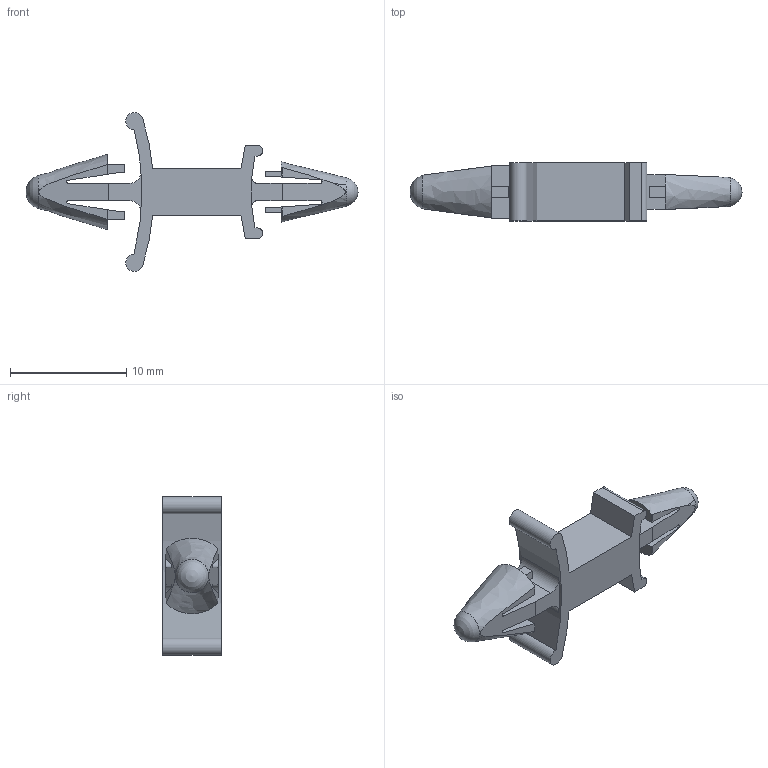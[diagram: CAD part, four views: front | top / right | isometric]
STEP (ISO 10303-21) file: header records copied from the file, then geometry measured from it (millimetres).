
FILE_DESCRIPTION((''),'2;1');
FILE_NAME('','2005-12-14T14:33:27',(''),(''),'','CADfix','');
FILE_SCHEMA(('AUTOMOTIVE_DESIGN'));
Length unit declared in the file: millimetre
Products named in the file (1): holder
Bounding box: 28.6 x 5 x 13.7 mm (x, y, z)
Volume: 437.6 mm3; surface area: 730.3 mm2
Topology: 1 solids, 1 shells, 78 faces, 226 edges, 152 vertices
Faces by surface type: bspline 78
Entity records: 2713 total; most frequent: CARTESIAN_POINT 1397, ORIENTED_EDGE 452, EDGE_CURVE 226, QUASI_UNIFORM_CURVE 162, VERTEX_POINT 152, EDGE_LOOP 80, FACE_OUTER_BOUND 78, ADVANCED_FACE 78
